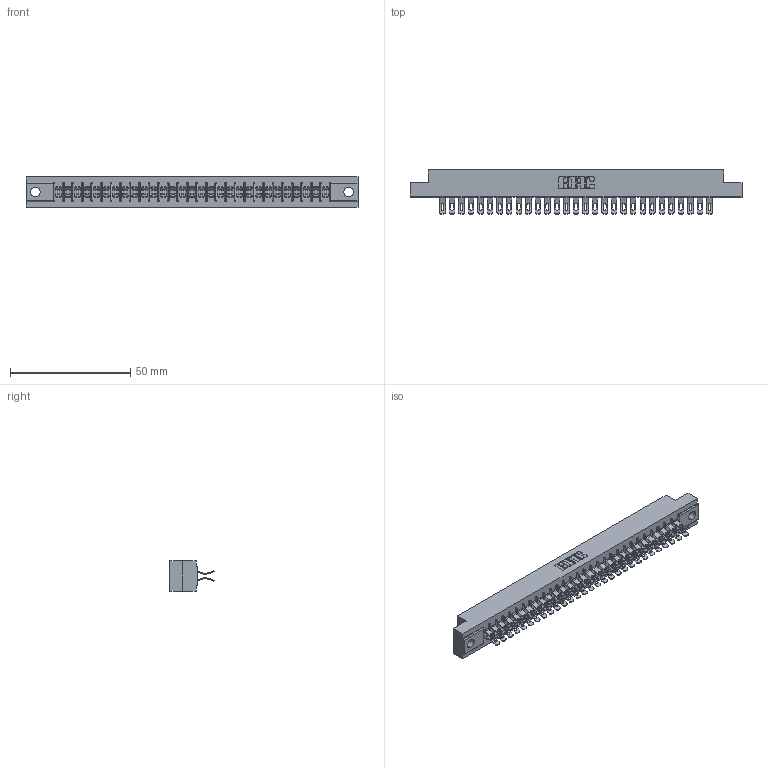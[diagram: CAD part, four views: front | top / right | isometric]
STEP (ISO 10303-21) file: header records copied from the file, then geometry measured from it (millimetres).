
FILE_DESCRIPTION (( 'STEP AP203' ), '1' );
FILE_NAME ('315-058-555-204.STEP', '2019-09-10T19:46:23', ( '' ), ( '' ), 'SwSTEP 2.0', 'SolidWorks 2016', '' );
FILE_SCHEMA (( 'CONFIG_CONTROL_DESIGN' ));
Length unit declared in the file: inch
Products named in the file (3): 315-058-555-204; 305-290-001_555; 305 Part_.156 Dia
Assembly tree (59 placements, depth 2):
  315-058-555-204
    305 Part_.156 Dia
    305-290-001_555  x58
Bounding box: 137.92 x 18.41 x 12.7 mm (x, y, z)
Volume: 14379.8 mm3; surface area: 18917.7 mm2
Topology: 59 solids, 59 shells, 3958 faces, 11807 edges, 7714 vertices
Faces by surface type: plane 1938, cylinder 1904, sphere 116
Entity records: 34024 total; most frequent: CARTESIAN_POINT 5653, ORIENTED_EDGE 5598, DIRECTION 5465, EDGE_CURVE 2799, VECTOR 2237, LINE 2237, VERTEX_POINT 1786, AXIS2_PLACEMENT_3D 1614
